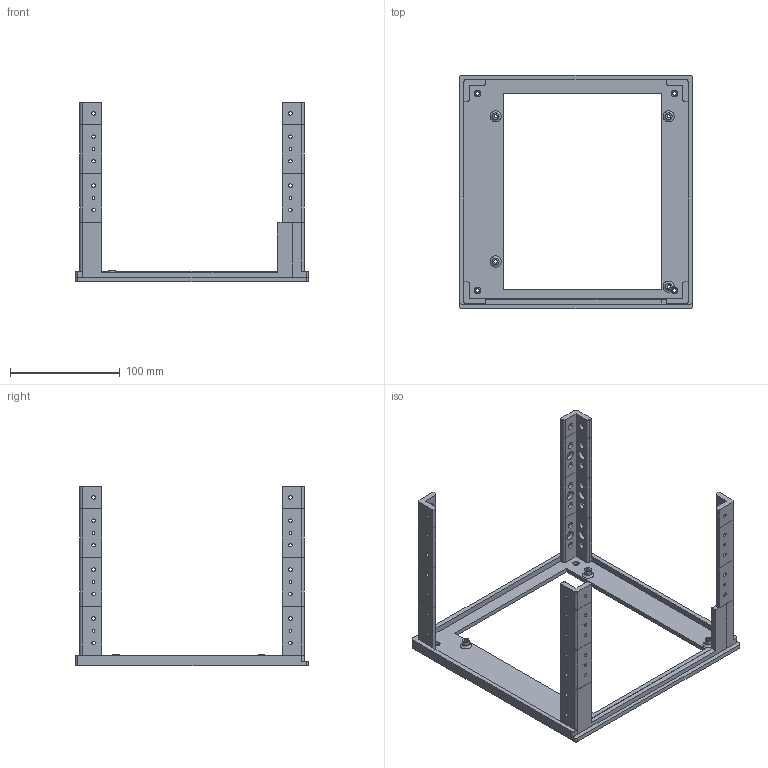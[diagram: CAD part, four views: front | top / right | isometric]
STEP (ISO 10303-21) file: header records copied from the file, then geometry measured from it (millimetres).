
FILE_DESCRIPTION(('HOOPS Exchange Step'),'2;1');
FILE_NAME('temp_export','2025-09-13T18:28:51+02:00',('cb'),('Shapr3D Limited'),'HOOPS Exchange 2025.5','Shapr3D','Authorized');
FILE_SCHEMA( ('AP242_MANAGED_MODEL_BASED_3D_ENGINEERING_MIM_LF {1 0 10303 442 1 1 4}') );
Length unit declared in the file: millimetre
Products named in the file (1): Ext-ITX-3U
Bounding box: 212 x 212 x 163.1 mm (x, y, z)
Volume: 195388.6 mm3; surface area: 110904.1 mm2
Topology: 13 solids, 13 shells, 716 faces, 1964 edges, 1352 vertices
Faces by surface type: plane 537, cylinder 170, torus 5, bspline 3, sphere 1
Full cylindrical faces by diameter (mm): 2.5 x22, 3 x4, 3.2 x56, 6 x4, 6.2 x4, 8.25 x22
Entity records: 23740 total; most frequent: CARTESIAN_POINT 4566, ORIENTED_EDGE 3922, DIRECTION 3882, EDGE_CURVE 1961, VECTOR 1454, LINE 1454, VERTEX_POINT 1352, AXIS2_PLACEMENT_3D 1214
